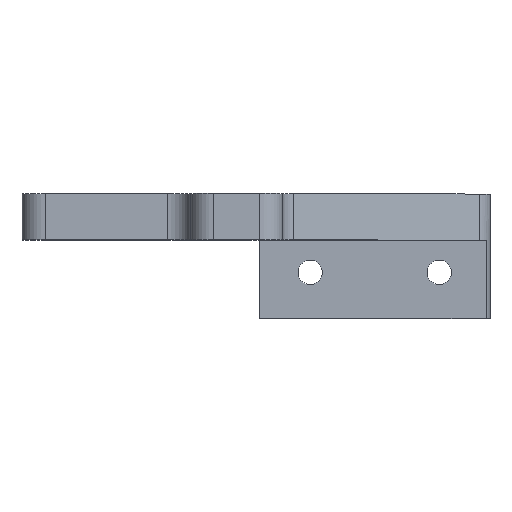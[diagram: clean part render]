
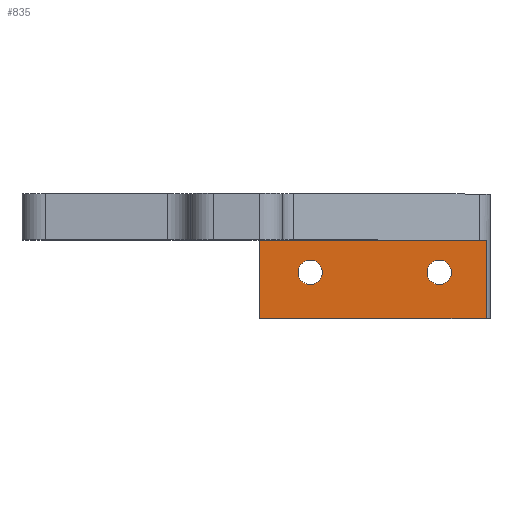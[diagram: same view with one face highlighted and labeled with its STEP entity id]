
A CAD part, top view. The second image highlights one B-rep face of the part: STEP entity #835.
In plain terms, the highlighted planar face has unit normal (0, 0, 1).
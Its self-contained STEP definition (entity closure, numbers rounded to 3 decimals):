
#24=FACE_BOUND('',#119,.T.);
#25=FACE_BOUND('',#120,.T.);
#45=PLANE('',#926);
#68=FACE_OUTER_BOUND('',#118,.T.);
#118=EDGE_LOOP('',(#614,#615,#616,#617));
#119=EDGE_LOOP('',(#618));
#120=EDGE_LOOP('',(#619));
#187=LINE('',#1325,#254);
#193=LINE('',#1342,#260);
#195=LINE('',#1347,#262);
#196=LINE('',#1348,#263);
#254=VECTOR('',#1070,10.);
#260=VECTOR('',#1086,10.);
#262=VECTOR('',#1094,10.);
#263=VECTOR('',#1095,10.);
#321=CIRCLE('',#927,2.65);
#322=CIRCLE('',#928,2.65);
#384=VERTEX_POINT('',#1319);
#386=VERTEX_POINT('',#1323);
#391=VERTEX_POINT('',#1339);
#392=VERTEX_POINT('',#1341);
#393=VERTEX_POINT('',#1349);
#394=VERTEX_POINT('',#1351);
#469=EDGE_CURVE('',#384,#386,#187,.T.);
#477=EDGE_CURVE('',#392,#391,#193,.T.);
#480=EDGE_CURVE('',#391,#384,#195,.T.);
#481=EDGE_CURVE('',#386,#392,#196,.T.);
#482=EDGE_CURVE('',#393,#393,#321,.T.);
#483=EDGE_CURVE('',#394,#394,#322,.T.);
#614=ORIENTED_EDGE('',*,*,#477,.T.);
#615=ORIENTED_EDGE('',*,*,#480,.T.);
#616=ORIENTED_EDGE('',*,*,#469,.T.);
#617=ORIENTED_EDGE('',*,*,#481,.T.);
#618=ORIENTED_EDGE('',*,*,#482,.F.);
#619=ORIENTED_EDGE('',*,*,#483,.F.);
#835=ADVANCED_FACE('',(#68,#24,#25),#45,.F.);
#926=AXIS2_PLACEMENT_3D('',#1346,#1092,#1093);
#927=AXIS2_PLACEMENT_3D('',#1350,#1096,#1097);
#928=AXIS2_PLACEMENT_3D('',#1352,#1098,#1099);
#1070=DIRECTION('',(0.,-1.,0.));
#1086=DIRECTION('',(0.,1.,0.));
#1092=DIRECTION('center_axis',(0.,0.,-1.));
#1093=DIRECTION('ref_axis',(1.,0.,0.));
#1094=DIRECTION('',(-1.,0.,0.));
#1095=DIRECTION('',(1.,0.,0.));
#1096=DIRECTION('center_axis',(0.,0.,1.));
#1097=DIRECTION('ref_axis',(1.,0.,0.));
#1098=DIRECTION('center_axis',(0.,0.,1.));
#1099=DIRECTION('ref_axis',(1.,0.,0.));
#1319=CARTESIAN_POINT('',(5.,0.,-12.));
#1323=CARTESIAN_POINT('',(5.,-17.,-12.));
#1325=CARTESIAN_POINT('',(5.,0.,-12.));
#1339=CARTESIAN_POINT('',(54.15,0.,-12.));
#1341=CARTESIAN_POINT('',(54.15,-17.,-12.));
#1342=CARTESIAN_POINT('',(54.15,0.,-12.));
#1346=CARTESIAN_POINT('Origin',(5.,0.,-12.));
#1347=CARTESIAN_POINT('',(4.617,0.,-12.));
#1348=CARTESIAN_POINT('',(5.,-17.,-12.));
#1349=CARTESIAN_POINT('',(13.35,-7.,-12.));
#1350=CARTESIAN_POINT('Origin',(16.,-7.,-12.));
#1351=CARTESIAN_POINT('',(41.35,-7.,-12.));
#1352=CARTESIAN_POINT('Origin',(44.,-7.,-12.));
